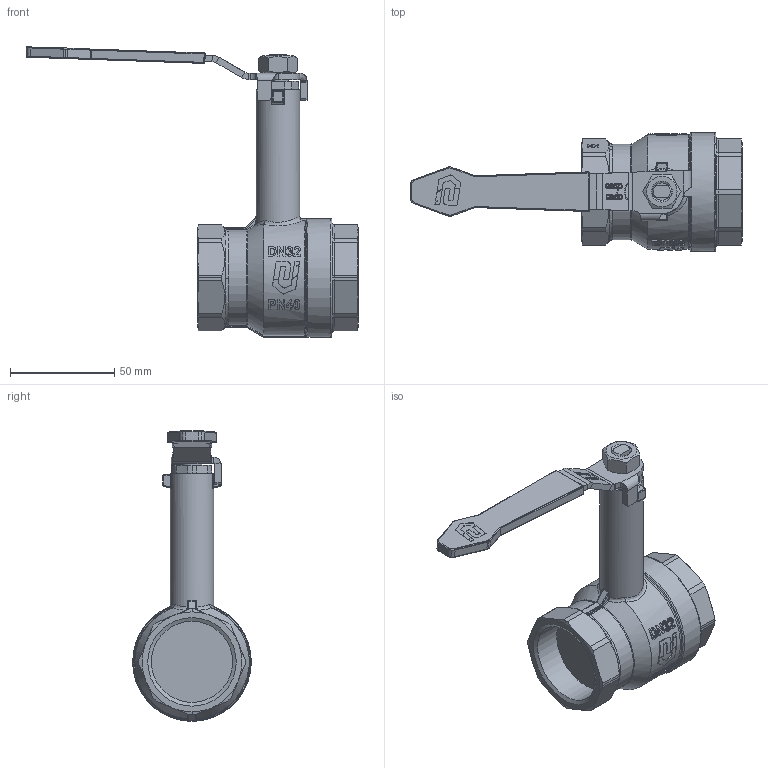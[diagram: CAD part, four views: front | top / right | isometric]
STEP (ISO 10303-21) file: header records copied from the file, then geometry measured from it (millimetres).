
FILE_DESCRIPTION(('HOOPS Exchange Step'),'2;1');
FILE_NAME('GK11_DN32.stp','2025-12-04T13:40:45+01:00',('nieru'),('Unknown organisation'),'HOOPS Exchange 2024.2','HOOPS Exchange','Unknown authorisation');
FILE_SCHEMA( ('AP203_CONFIGURATION_CONTROLLED_3D_DESIGN_OF_MECHANICAL_PARTS_AND_ASSEMBLIES_MIM_LF') );
Length unit declared in the file: millimetre
Products named in the file (2): 0; root
Assembly tree (1 placements, depth 2):
  root
    0
Bounding box: 159.52 x 57 x 139.52 mm (x, y, z)
Volume: 165385 mm3; surface area: 33004.2 mm2
Topology: 1 solids, 1 shells, 985 faces, 2599 edges, 1674 vertices
Faces by surface type: plane 327, bspline 311, cylinder 222, cone 53, torus 46, sphere 26
Full cylindrical faces by diameter (mm): 10 x1, 21 x1, 38.952 x2, 57 x1
Entity records: 40116 total; most frequent: CARTESIAN_POINT 18528, ORIENTED_EDGE 5198, DIRECTION 3199, EDGE_CURVE 2599, VERTEX_POINT 1674, AXIS2_PLACEMENT_3D 1155, B_SPLINE_CURVE_WITH_KNOTS 1078, EDGE_LOOP 1043
